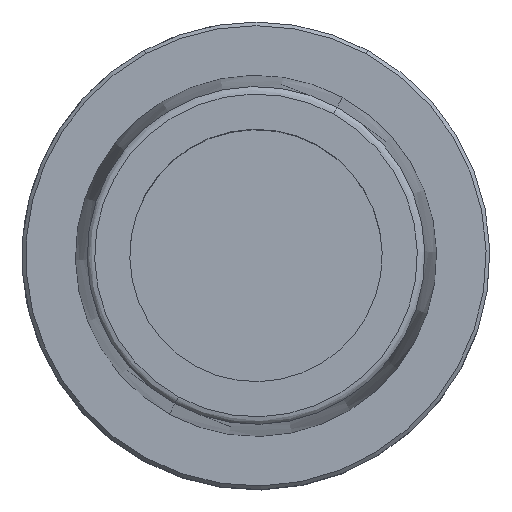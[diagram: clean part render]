
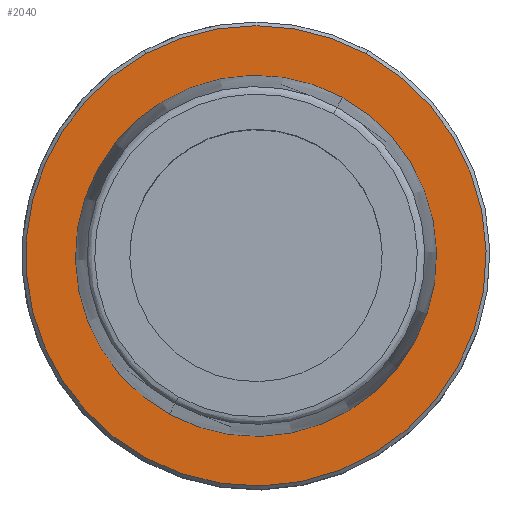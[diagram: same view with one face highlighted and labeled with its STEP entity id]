
A CAD part, top view. The second image highlights one B-rep face of the part: STEP entity #2040.
In plain terms, the highlighted planar face has unit normal (0, 0, 1).
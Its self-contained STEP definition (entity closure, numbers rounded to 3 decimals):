
#1331=AXIS2_PLACEMENT_3D('Circle Axis2P3D',#1329,#1330,$) ;
#1357=AXIS2_PLACEMENT_3D('Circle Axis2P3D',#1355,#1356,$) ;
#1534=AXIS2_PLACEMENT_3D('Circle Axis2P3D',#1532,#1533,$) ;
#2011=AXIS2_PLACEMENT_3D('Circle Axis2P3D',#2009,#2010,$) ;
#2024=AXIS2_PLACEMENT_3D('Plane Axis2P3D',#2021,#2022,#2023) ;
#2028=AXIS2_PLACEMENT_3D('Circle Axis2P3D',#2026,#2027,$) ;
#1319=CARTESIAN_POINT('Vertex',(-14.862,-27.205,0.)) ;
#1326=CARTESIAN_POINT('Vertex',(14.862,27.205,0.)) ;
#1329=CARTESIAN_POINT('Axis2P3D Location',(0.,0.,0.)) ;
#1352=CARTESIAN_POINT('Vertex',(-11.66,-21.343,0.)) ;
#1355=CARTESIAN_POINT('Axis2P3D Location',(0.,0.,0.)) ;
#1359=CARTESIAN_POINT('Vertex',(11.66,21.343,0.)) ;
#1527=CARTESIAN_POINT('Vertex',(-14.862,27.205,0.)) ;
#1532=CARTESIAN_POINT('Axis2P3D Location',(0.,0.,0.)) ;
#2009=CARTESIAN_POINT('Axis2P3D Location',(0.,0.,0.)) ;
#2021=CARTESIAN_POINT('Axis2P3D Location',(0.,-24.321,0.)) ;
#2026=CARTESIAN_POINT('Axis2P3D Location',(0.,0.,0.)) ;
#1330=DIRECTION('Axis2P3D Direction',(0.,0.,-1.)) ;
#1356=DIRECTION('Axis2P3D Direction',(0.,0.,-1.)) ;
#1533=DIRECTION('Axis2P3D Direction',(0.,0.,-1.)) ;
#2010=DIRECTION('Axis2P3D Direction',(0.,0.,-1.)) ;
#2022=DIRECTION('Axis2P3D Direction',(0.,0.,-1.)) ;
#2023=DIRECTION('Axis2P3D XDirection',(-1.,0.,0.)) ;
#2027=DIRECTION('Axis2P3D Direction',(0.,0.,-1.)) ;
#2032=ORIENTED_EDGE('',*,*,#1536,.F.) ;
#2033=ORIENTED_EDGE('',*,*,#2030,.F.) ;
#2034=ORIENTED_EDGE('',*,*,#1333,.F.) ;
#2037=ORIENTED_EDGE('',*,*,#2013,.T.) ;
#2038=ORIENTED_EDGE('',*,*,#1361,.T.) ;
#2039=FACE_BOUND('',#2036,.T.) ;
#2040=ADVANCED_FACE('NOCUT',(#2035,#2039),#2025,.F.) ;
#1332=CIRCLE('generated circle',#1331,31.) ;
#1358=CIRCLE('generated circle',#1357,24.321) ;
#1535=CIRCLE('generated circle',#1534,31.) ;
#2012=CIRCLE('generated circle',#2011,24.321) ;
#2029=CIRCLE('generated circle',#2028,31.) ;
#1333=EDGE_CURVE('',#1327,#1320,#1332,.T.) ;
#1361=EDGE_CURVE('',#1360,#1353,#1358,.T.) ;
#1536=EDGE_CURVE('',#1528,#1327,#1535,.T.) ;
#2013=EDGE_CURVE('',#1353,#1360,#2012,.T.) ;
#2030=EDGE_CURVE('',#1320,#1528,#2029,.T.) ;
#2031=EDGE_LOOP('',(#2032,#2033,#2034)) ;
#2036=EDGE_LOOP('',(#2037,#2038)) ;
#2035=FACE_OUTER_BOUND('',#2031,.T.) ;
#2025=PLANE('',#2024) ;
#1320=VERTEX_POINT('',#1319) ;
#1327=VERTEX_POINT('',#1326) ;
#1353=VERTEX_POINT('',#1352) ;
#1360=VERTEX_POINT('',#1359) ;
#1528=VERTEX_POINT('',#1527) ;
